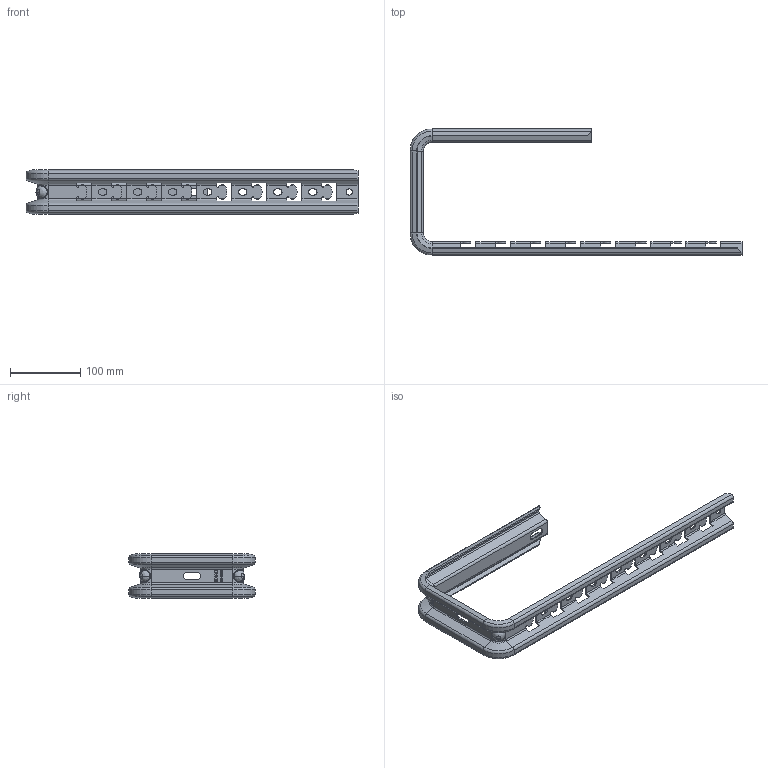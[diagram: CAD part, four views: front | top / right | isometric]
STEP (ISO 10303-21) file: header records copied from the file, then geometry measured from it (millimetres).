
FILE_DESCRIPTION((''),'2;1');
FILE_NAME('WFCS400_900840_PRT','2018-11-16T11:59:46',('tomasz.grudniewski'),(''),'CREO PARAMETRIC BY PTC INC, 2018260','CREO PARAMETRIC BY PTC INC, 2018260','');
FILE_SCHEMA(('CONFIG_CONTROL_DESIGN'));
Length unit declared in the file: millimetre
Products named in the file (1): WFCS400_900840_PRT
Bounding box: 474 x 180 x 63.43 mm (x, y, z)
Volume: 153532.8 mm3; surface area: 160625.8 mm2
Topology: 1 solids, 1 shells, 892 faces, 2315 edges, 1418 vertices
Faces by surface type: plane 584, cylinder 224, bspline 32, torus 24, cone 20, sphere 8
Entity records: 35634 total; most frequent: CARTESIAN_POINT 13798, ORIENTED_EDGE 4614, DIRECTION 4415, EDGE_CURVE 2307, VECTOR 1791, LINE 1791, VERTEX_POINT 1418, AXIS2_PLACEMENT_3D 1312
